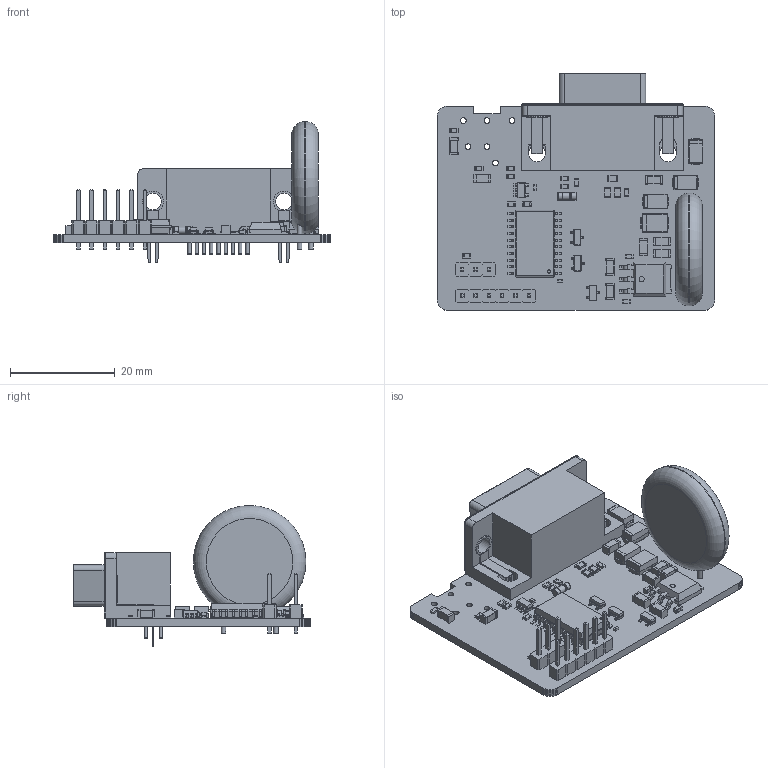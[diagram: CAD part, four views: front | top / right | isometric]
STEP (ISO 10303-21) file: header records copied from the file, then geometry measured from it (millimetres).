
FILE_DESCRIPTION(('KiCad electronic assembly'),'2;1');
FILE_NAME('avclan-mockingboard-rounded.step','2023-09-02T15:42:12',( 'Pcbnew'),('Kicad'),'Open CASCADE STEP processor 7.5', 'KiCad to STEP converter','Unknown');
FILE_SCHEMA(('AUTOMOTIVE_DESIGN { 1 0 10303 214 1 1 1 1 }'));
Length unit declared in the file: millimetre
Products named in the file (36): avclan-mockingboard-rounded 1; R_0603_1608Metric; SOLID; C_1206_3216Metric; LED_0603_1608Metric; C_0603_1608Metric; R_0805_2012Metric; D_SMB; D_SMA; RV_Disc_D21.5mm_W5.1mm_P10mm; SOT-23; C_0402_1005Metric; TO-252-3_TabPin2; COMPOUND; D_MiniMELF; PinHeader_1x06_P2.54mm_Vertical; SOIC-20W_7.5x12.8mm_P1.27mm; DSUB-9_Male_Horizontal_P2.77x2.84mm_EdgePinOffset7.70mm_Housed_
MountingHolesOffset9.12mm; SOT-23-5; PinHeader_1x03_P2.54mm_Vertical; avclan-mockingboard-rounded PCB
Assembly tree (59 placements, depth 3):
  avclan-mockingboard-rounded 1
    R_0603_1608Metric  x10
      SOLID
    C_1206_3216Metric  x8
      SOLID
    LED_0603_1608Metric
      SOLID
    C_0603_1608Metric  x2
      SOLID
    R_0805_2012Metric  x3
      SOLID
    D_SMB
      SOLID
    D_SMA  x3
      SOLID
    RV_Disc_D21.5mm_W5.1mm_P10mm
      SOLID
    SOT-23  x3
      SOLID
    C_0402_1005Metric  x2
      SOLID
    TO-252-3_TabPin2
      COMPOUND
    D_MiniMELF
      SOLID
    PinHeader_1x06_P2.54mm_Vertical
      SOLID
    SOIC-20W_7.5x12.8mm_P1.27mm
      SOLID
    DSUB-9_Male_Horizontal_P2.77x2.84mm_EdgePinOffset7.70mm_Housed_
MountingHolesOffset9.12mm
      SOLID
    SOT-23-5
      SOLID
    PinHeader_1x03_P2.54mm_Vertical
      SOLID
    avclan-mockingboard-rounded PCB
Bounding box: 53 x 45.2 x 26.93 mm (x, y, z)
Volume: 9601.6 mm3; surface area: 9831.2 mm2
Topology: 46 solids, 47 shells, 2167 faces, 5508 edges, 3508 vertices
Faces by surface type: plane 1415, cylinder 520, bspline 194, torus 28, revolution 6, cone 4
Full cylindrical faces by diameter (mm): 0.6 x1, 0.64 x27, 0.9 x2, 1 x21, 1.1 x6, 1.35 x2, 1.4 x3, 3.2 x4, 4 x2, 21.5 x1
Entity records: 98414 total; most frequent: CARTESIAN_POINT 18067, DIRECTION 13181, LINE 8913, VECTOR 8913, ORIENTED_EDGE 7080, PCURVE 7080, DEFINITIONAL_REPRESENTATION 7080, EDGE_CURVE 3540
